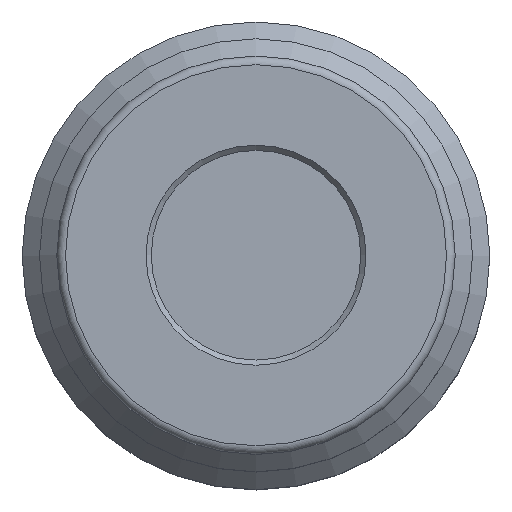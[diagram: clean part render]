
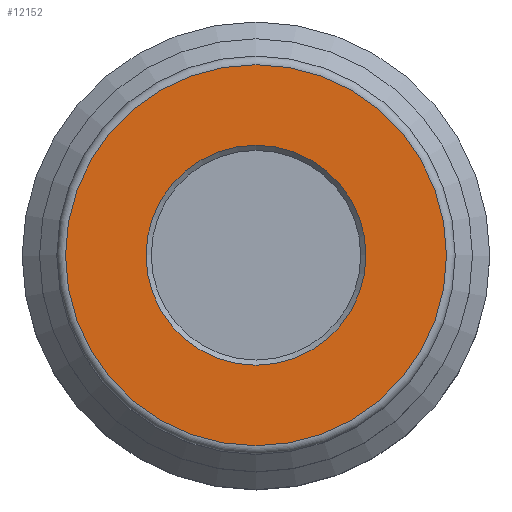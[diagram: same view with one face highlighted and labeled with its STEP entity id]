
A CAD part, top view. The second image highlights one B-rep face of the part: STEP entity #12152.
In plain terms, the highlighted planar face has unit normal (0, 0, 1).
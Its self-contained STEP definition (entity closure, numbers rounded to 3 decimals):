
#1084=FACE_BOUND($,#3552,.T.);
#2873=FACE_OUTER_BOUND($,#3551,.T.);
#3551=EDGE_LOOP($,(#7694));
#3552=EDGE_LOOP($,(#7695));
#4306=CIRCLE($,#12878,11.);
#4307=CIRCLE($,#12879,6.35);
#4564=VERTEX_POINT($,#15726);
#4565=VERTEX_POINT($,#15728);
#5806=EDGE_CURVE($,#4564,#4564,#4306,.T.);
#5807=EDGE_CURVE($,#4565,#4565,#4307,.T.);
#7694=ORIENTED_EDGE($,*,*,#5806,.T.);
#7695=ORIENTED_EDGE($,*,*,#5807,.F.);
#11140=PLANE($,#12877);
#12152=ADVANCED_FACE($,(#2873,#1084),#11140,.T.);
#12877=AXIS2_PLACEMENT_3D($,#15725,#13629,#13630);
#12878=AXIS2_PLACEMENT_3D($,#15727,#13631,#13632);
#12879=AXIS2_PLACEMENT_3D($,#15729,#13633,#13634);
#13629=DIRECTION('center_axis',(0.,0.,1.));
#13630=DIRECTION('ref_axis',(1.,0.,0.));
#13631=DIRECTION('center_axis',(0.,0.,
1.));
#13632=DIRECTION('ref_axis',(-1.,0.,0.));
#13633=DIRECTION('center_axis',(0.,0.,1.));
#13634=DIRECTION('ref_axis',(1.,0.,0.));
#15725=CARTESIAN_POINT('Origin',(0.,-6.35,17.75));
#15726=CARTESIAN_POINT('',(0.,-11.,17.75));
#15727=CARTESIAN_POINT('Origin',(0.,0.,
17.75));
#15728=CARTESIAN_POINT('',(0.,-6.35,17.75));
#15729=CARTESIAN_POINT('Origin',(0.,0.,17.75));
